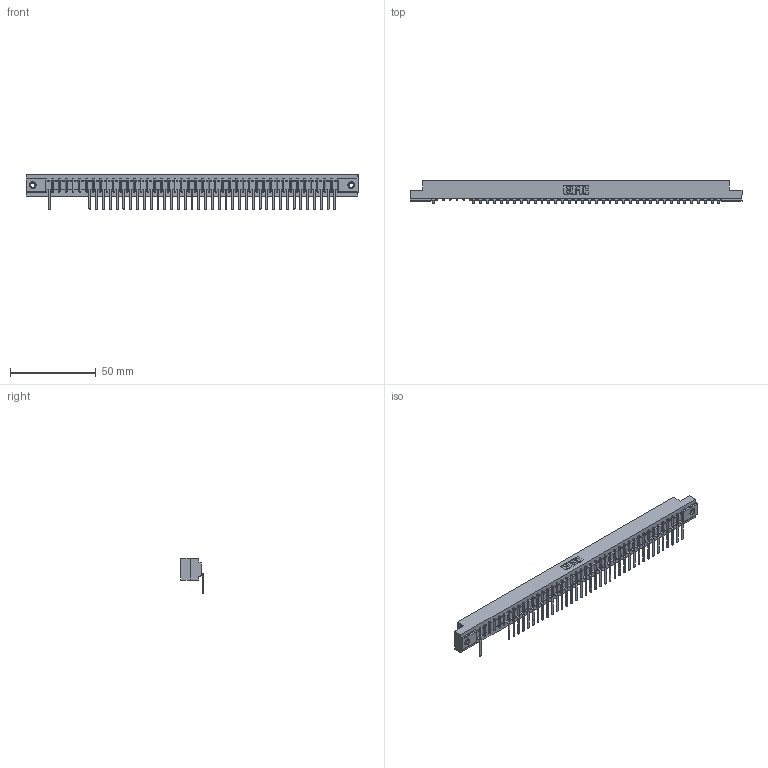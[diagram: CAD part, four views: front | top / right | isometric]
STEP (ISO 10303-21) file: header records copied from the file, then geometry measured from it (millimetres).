
FILE_DESCRIPTION (( 'STEP AP203' ), '1' );
FILE_NAME ('357-043-557-107.STEP', '2018-08-11T10:35:47', ( '' ), ( '' ), 'SwSTEP 2.0', 'SolidWorks 2016', '' );
FILE_SCHEMA (( 'CONFIG_CONTROL_DESIGN' ));
Length unit declared in the file: inch
Products named in the file (4): 307 Part_.156 Dia Mounting Holes; 307-290-002_557; 345-250-001_345-250-005-103; 357-043-557-107
Assembly tree (41 placements, depth 2):
  357-043-557-107
    307 Part_.156 Dia Mounting Holes
    307-290-002_557  x38
    345-250-001_345-250-005-103  x2
Bounding box: 193.4 x 13.32 x 20.66 mm (x, y, z)
Volume: 20647.6 mm3; surface area: 25755.5 mm2
Topology: 41 solids, 41 shells, 3286 faces, 10051 edges, 6574 vertices
Faces by surface type: plane 1948, cylinder 1234, sphere 88, cone 12, torus 4
Entity records: 38619 total; most frequent: CARTESIAN_POINT 6518, ORIENTED_EDGE 6506, DIRECTION 6337, EDGE_CURVE 3253, LINE 2491, VECTOR 2491, VERTEX_POINT 2104, AXIS2_PLACEMENT_3D 1923
